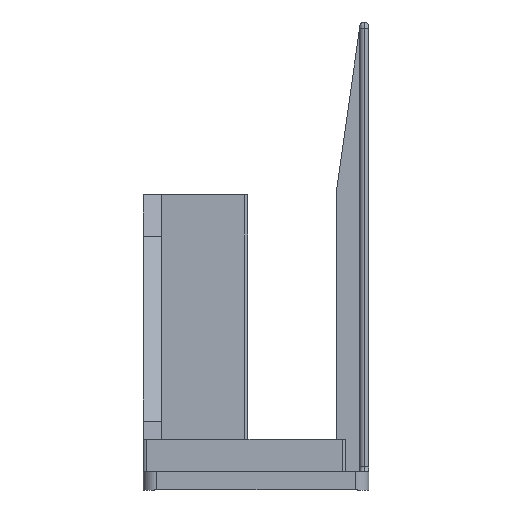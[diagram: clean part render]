
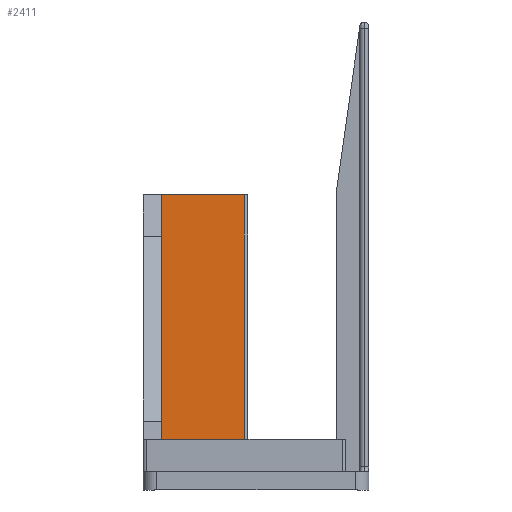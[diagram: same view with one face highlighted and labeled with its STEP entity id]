
A CAD part, left-side view. The second image highlights one B-rep face of the part: STEP entity #2411.
In plain terms, the highlighted planar face has unit normal (-1, 0, 0).
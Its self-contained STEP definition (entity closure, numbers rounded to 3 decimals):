
#291=FACE_OUTER_BOUND('',#431,.T.);
#431=EDGE_LOOP('',(#2118,#2119,#2120,#2121));
#592=LINE('',#3838,#842);
#662=LINE('',#4154,#912);
#676=LINE('',#4196,#926);
#677=LINE('',#4198,#927);
#842=VECTOR('',#3037,10.);
#912=VECTOR('',#3239,10.);
#926=VECTOR('',#3281,10.);
#927=VECTOR('',#3284,10.);
#1075=VERTEX_POINT('',#3835);
#1076=VERTEX_POINT('',#3837);
#1117=VERTEX_POINT('',#4061);
#1151=VERTEX_POINT('',#4153);
#1365=EDGE_CURVE('',#1076,#1075,#592,.T.);
#1474=EDGE_CURVE('',#1151,#1117,#662,.T.);
#1497=EDGE_CURVE('',#1075,#1151,#676,.T.);
#1498=EDGE_CURVE('',#1076,#1117,#677,.T.);
#2118=ORIENTED_EDGE('',*,*,#1498,.F.);
#2119=ORIENTED_EDGE('',*,*,#1365,.T.);
#2120=ORIENTED_EDGE('',*,*,#1497,.T.);
#2121=ORIENTED_EDGE('',*,*,#1474,.T.);
#2284=PLANE('',#2643);
#2411=ADVANCED_FACE('',(#291),#2284,.F.);
#2643=AXIS2_PLACEMENT_3D('',#4197,#3282,#3283);
#3037=DIRECTION('',(0.,-1.,0.));
#3239=DIRECTION('',(0.,1.,0.));
#3281=DIRECTION('',(0.,0.,1.));
#3282=DIRECTION('center_axis',(1.,0.,0.));
#3283=DIRECTION('ref_axis',(0.,1.,0.));
#3284=DIRECTION('',(0.,0.,1.));
#3835=CARTESIAN_POINT('',(-79.084,54.,8.));
#3837=CARTESIAN_POINT('',(-79.084,90.,8.));
#3838=CARTESIAN_POINT('',(-79.084,48.75,8.));
#4061=CARTESIAN_POINT('',(-79.084,90.,128.));
#4153=CARTESIAN_POINT('',(-79.084,54.,128.));
#4154=CARTESIAN_POINT('',(-79.084,61.875,128.));
#4196=CARTESIAN_POINT('',(-79.084,54.,4.));
#4197=CARTESIAN_POINT('Origin',(-79.084,52.5,8.));
#4198=CARTESIAN_POINT('',(-79.084,90.,8.));
